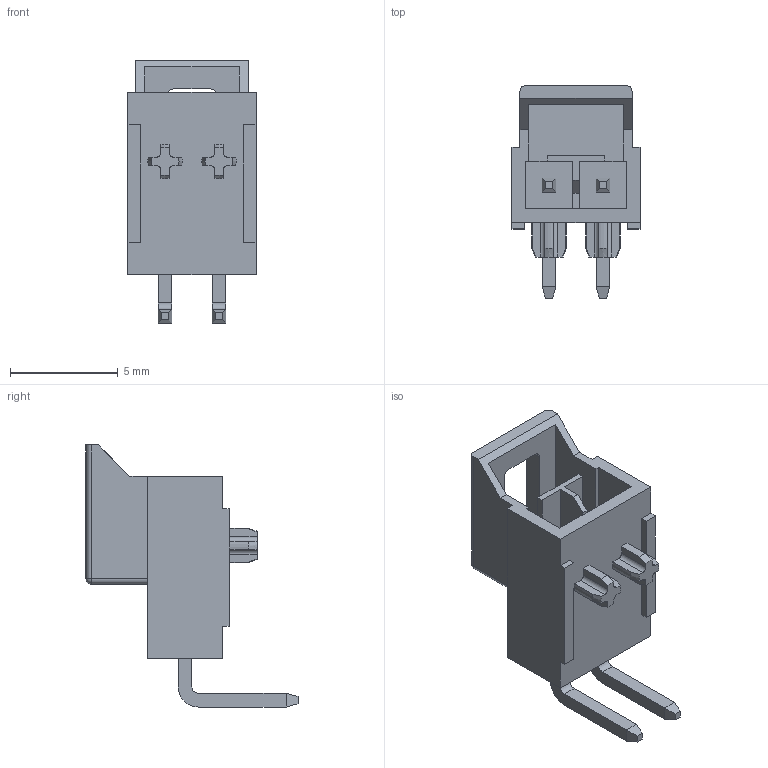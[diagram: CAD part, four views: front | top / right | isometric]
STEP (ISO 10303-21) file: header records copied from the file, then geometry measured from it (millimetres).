
FILE_DESCRIPTION(/* description */ ('STEP AP242','CAx-IF Rec.Pracs.---Representation and Presentation of Product Manufacturing Information (PMI)---4.0---2014-10-13','CAx-IF Rec.Pracs.---3D Tessellated Geometry---0.4---2014-09-14','2;1'),/* implementation_level */ '2;1');
FILE_NAME(/* name */ '61c0f76f223447019462de9a',/* time_stamp */ '2021-12-20T21:36:49+00:00',/* author */ (''),/* organization */ (''),/* preprocessor_version */ 'ST-DEVELOPER v18.101',/* originating_system */ ' ',/* authorisation */ ' ');
FILE_SCHEMA (('AP242_MANAGED_MODEL_BASED_3D_ENGINEERING_MIM_LF { 1 0 10303 442 1 1 4 }'));
Length unit declared in the file: metre
Products named in the file (9): 1053131102
Bounding box: 5.94 x 9.84 x 12.16 mm (x, y, z)
Volume: 151.2 mm3; surface area: 496.3 mm2
Topology: 1 solids, 1 shells, 140 faces, 386 edges, 260 vertices
Faces by surface type: plane 102, cylinder 28, cone 8, sphere 2
Entity records: 4990 total; most frequent: CARTESIAN_POINT 843, ORIENTED_EDGE 756, DIRECTION 740, EDGE_CURVE 378, LINE 298, VECTOR 298, VERTEX_POINT 244, AXIS2_PLACEMENT_3D 221
